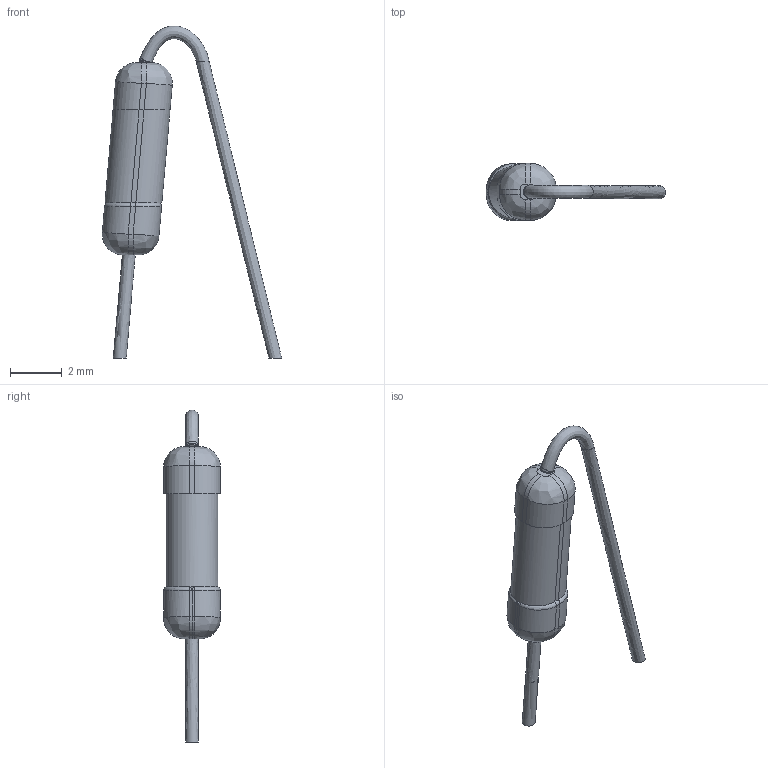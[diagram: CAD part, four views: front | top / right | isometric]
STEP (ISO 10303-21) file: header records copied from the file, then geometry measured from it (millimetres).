
FILE_DESCRIPTION(/* description */ (''),/* implementation_level */ '2;1');
FILE_NAME(/* name */ 'Radial components _0.250w res.step',/* time_stamp */ '2024-09-10T14:31:57+06:00',/* author */ (''),/* organization */ (''),/* preprocessor_version */ 'ST-DEVELOPER v20',/* originating_system */ 'Autodesk Translation Framework v13.14.0.145',/* authorisation */ '');
FILE_SCHEMA (('AUTOMOTIVE_DESIGN { 1 0 10303 214 3 1 1 }'));
Length unit declared in the file: millimetre
Products named in the file (1): Radial components _1/4w  res
Bounding box: 6.92 x 2.2 x 12.81 mm (x, y, z)
Volume: 29.9 mm3; surface area: 99.5 mm2
Topology: 4 solids, 4 shells, 73 faces, 169 edges, 104 vertices
Faces by surface type: plane 28, cylinder 28, bspline 17
Entity records: 2853 total; most frequent: CARTESIAN_POINT 1177, DIRECTION 344, ORIENTED_EDGE 338, EDGE_CURVE 169, AXIS2_PLACEMENT_3D 135, VERTEX_POINT 104, LINE 74, VECTOR 74
